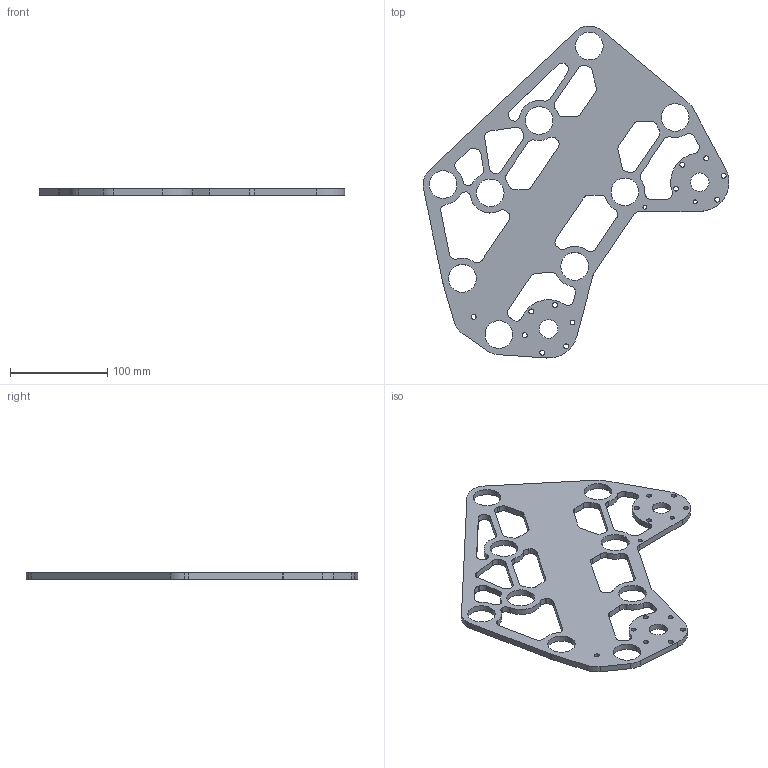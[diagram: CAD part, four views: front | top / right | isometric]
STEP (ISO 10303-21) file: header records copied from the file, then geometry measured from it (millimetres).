
FILE_DESCRIPTION (( 'STEP AP203' ), '1' );
FILE_NAME ('599-24-season-StV5-P-2001.STEP', '2024-09-27T00:38:09', ( '' ), ( '' ), 'SwSTEP 2.0', 'SolidWorks 2024', '' );
FILE_SCHEMA (( 'CONFIG_CONTROL_DESIGN' ));
Length unit declared in the file: inch
Products named in the file (1): 599-24-season-StV5-P-2001
Bounding box: 314.85 x 341.65 x 6.35 mm (x, y, z)
Volume: 242246.2 mm3; surface area: 100907 mm2
Topology: 1 solids, 1 shells, 198 faces, 588 edges, 392 vertices
Faces by surface type: cylinder 154, plane 44
Entity records: 7019 total; most frequent: DIRECTION 1294, CARTESIAN_POINT 1179, ORIENTED_EDGE 1176, EDGE_CURVE 588, AXIS2_PLACEMENT_3D 507, VERTEX_POINT 392, CIRCLE 308, VECTOR 280
